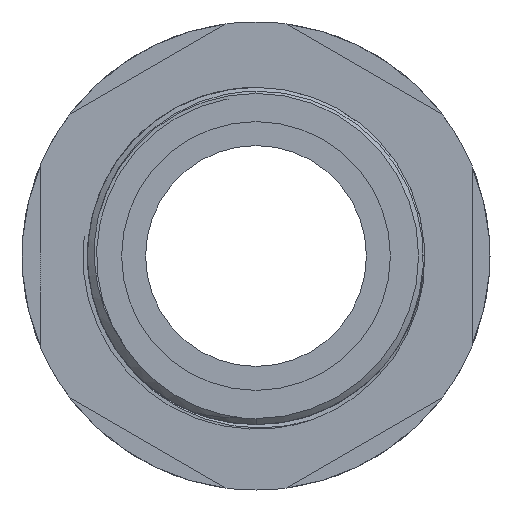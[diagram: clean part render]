
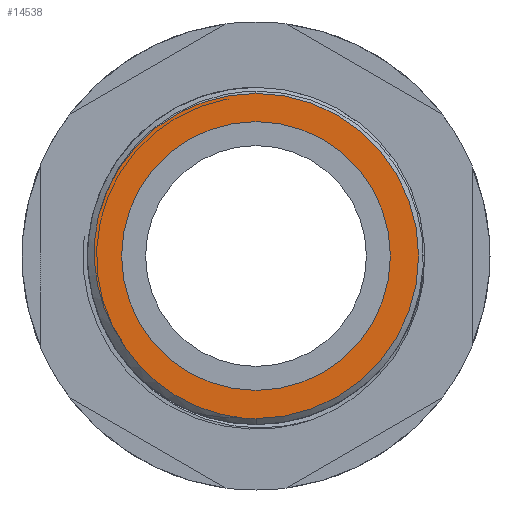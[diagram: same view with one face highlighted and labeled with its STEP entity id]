
A CAD part, front view. The second image highlights one B-rep face of the part: STEP entity #14538.
In plain terms, the highlighted planar face has unit normal (0, -1, 0).
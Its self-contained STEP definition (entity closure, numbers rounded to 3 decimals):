
#225 = CARTESIAN_POINT ( 'NONE',  ( 0., -11., 13.55 ) ) ;
#375 = CARTESIAN_POINT ( 'NONE',  ( -13.484, -11., -0.058 ) ) ;
#393 = AXIS2_PLACEMENT_3D ( 'NONE', #12422, #5233, #13540 ) ;
#543 = B_SPLINE_CURVE_WITH_KNOTS ( 'NONE', 3,
 ( #12998, #7071, #967, #9513, #2213, #10706, #3449, #11886, #4687, #13047, #5918, #14185, #7130, #15322, #8341 ),
 .UNSPECIFIED., .F., .F.,
 ( 4, 2, 2, 2, 2, 1, 2, 4 ),
 ( 0., 0.001, 0.003, 0.006, 0.007, 0.009, 0.01, 0.012 ),
 .UNSPECIFIED. ) ;
#797 = DIRECTION ( 'NONE',  ( 0., 1., 0. ) ) ;
#967 = CARTESIAN_POINT ( 'NONE',  ( -10.273, -11., -8.48 ) ) ;
#1459 = EDGE_LOOP ( 'NONE', ( #2978, #8629 ) ) ;
#1611 = CARTESIAN_POINT ( 'NONE',  ( -13.369, -11., -1.507 ) ) ;
#1930 = ORIENTED_EDGE ( 'NONE', *, *, #12972, .T. ) ;
#1938 = CARTESIAN_POINT ( 'NONE',  ( 0., -11., 0. ) ) ;
#2213 = CARTESIAN_POINT ( 'NONE',  ( -9.309, -11., -9.572 ) ) ;
#2357 = CARTESIAN_POINT ( 'NONE',  ( 0., -11., -13.55 ) ) ;
#2840 = CARTESIAN_POINT ( 'NONE',  ( -13., -11., -3.392 ) ) ;
#2907 = DIRECTION ( 'NONE',  ( 0., -1., 0. ) ) ;
#2978 = ORIENTED_EDGE ( 'NONE', *, *, #11231, .F. ) ;
#3180 = DIRECTION ( 'NONE',  ( 0., 0., 1. ) ) ;
#3319 = EDGE_CURVE ( 'NONE', #14222, #12144, #7761, .T. ) ;
#3449 = CARTESIAN_POINT ( 'NONE',  ( -7.492, -11., -11.148 ) ) ;
#3466 = CIRCLE ( 'NONE', #6897, 11.2 ) ;
#3508 = EDGE_CURVE ( 'NONE', #12144, #12848, #9822, .T. ) ;
#3721 = CARTESIAN_POINT ( 'NONE',  ( 0., -11., 0. ) ) ;
#3866 = VERTEX_POINT ( 'NONE', #13555 ) ;
#3927 = VERTEX_POINT ( 'NONE', #9847 ) ;
#4092 = CARTESIAN_POINT ( 'NONE',  ( -12.109, -11., -5.632 ) ) ;
#4469 = CARTESIAN_POINT ( 'NONE',  ( 0., -11., 0. ) ) ;
#4687 = CARTESIAN_POINT ( 'NONE',  ( -5.819, -11., -12.126 ) ) ;
#4957 = DIRECTION ( 'NONE',  ( 0., 0., 1. ) ) ;
#5053 = ORIENTED_EDGE ( 'NONE', *, *, #3508, .T. ) ;
#5139 = ORIENTED_EDGE ( 'NONE', *, *, #9038, .T. ) ;
#5233 = DIRECTION ( 'NONE',  ( 0., -1., 0. ) ) ;
#5278 = CARTESIAN_POINT ( 'NONE',  ( -13.147, -11., 3.28 ) ) ;
#5326 = CARTESIAN_POINT ( 'NONE',  ( -11.396, -11., -6.898 ) ) ;
#5429 = VERTEX_POINT ( 'NONE', #14361 ) ;
#5595 = VERTEX_POINT ( 'NONE', #7629 ) ;
#5699 = DIRECTION ( 'NONE',  ( 0., 0., -1. ) ) ;
#5736 = ORIENTED_EDGE ( 'NONE', *, *, #3319, .T. ) ;
#5831 = FACE_OUTER_BOUND ( 'NONE', #8887, .T. ) ;
#5918 = CARTESIAN_POINT ( 'NONE',  ( -4.054, -11., -12.888 ) ) ;
#6195 = CIRCLE ( 'NONE', #8683, 13.55 ) ;
#6553 = CARTESIAN_POINT ( 'NONE',  ( -10.839, -11., -7.691 ) ) ;
#6897 = AXIS2_PLACEMENT_3D ( 'NONE', #4469, #12856, #5699 ) ;
#7071 = CARTESIAN_POINT ( 'NONE',  ( -10.566, -11., -8.094 ) ) ;
#7130 = CARTESIAN_POINT ( 'NONE',  ( -2.188, -11., -13.359 ) ) ;
#7629 = CARTESIAN_POINT ( 'NONE',  ( 0., -11., 11.2 ) ) ;
#7709 = CARTESIAN_POINT ( 'NONE',  ( -13.47, -11., 1.383 ) ) ;
#7761 = CIRCLE ( 'NONE', #11627, 13.55 ) ;
#7916 = CARTESIAN_POINT ( 'NONE',  ( 0., -11., 0. ) ) ;
#8341 = CARTESIAN_POINT ( 'NONE',  ( -1.226, -11., -13.494 ) ) ;
#8627 = CIRCLE ( 'NONE', #393, 11.2 ) ;
#8629 = ORIENTED_EDGE ( 'NONE', *, *, #12516, .F. ) ;
#8672 = FACE_BOUND ( 'NONE', #1459, .T. ) ;
#8683 = AXIS2_PLACEMENT_3D ( 'NONE', #1938, #10455, #3180 ) ;
#8749 = ORIENTED_EDGE ( 'NONE', *, *, #10322, .T. ) ;
#8887 = EDGE_LOOP ( 'NONE', ( #1930, #5139, #5736, #5053, #8749 ) ) ;
#8928 = CARTESIAN_POINT ( 'NONE',  ( -13.464, -11., -0.541 ) ) ;
#8941 = AXIS2_PLACEMENT_3D ( 'NONE', #10199, #2907, #11384 ) ;
#9038 = EDGE_CURVE ( 'NONE', #3927, #14222, #543, .T. ) ;
#9335 = DIRECTION ( 'NONE',  ( 0., 0., 1. ) ) ;
#9513 = CARTESIAN_POINT ( 'NONE',  ( -9.645, -11., -9.219 ) ) ;
#9822 = CIRCLE ( 'NONE', #8941, 13.55 ) ;
#9847 = CARTESIAN_POINT ( 'NONE',  ( -10.839, -11., -7.691 ) ) ;
#9950 = AXIS2_PLACEMENT_3D ( 'NONE', #7916, #797, #9335 ) ;
#10133 = CARTESIAN_POINT ( 'NONE',  ( -13.295, -11., -1.983 ) ) ;
#10199 = CARTESIAN_POINT ( 'NONE',  ( 0., -11., 0. ) ) ;
#10322 = EDGE_CURVE ( 'NONE', #12848, #3866, #6195, .T. ) ;
#10455 = DIRECTION ( 'NONE',  ( 0., -1., 0. ) ) ;
#10706 = CARTESIAN_POINT ( 'NONE',  ( -8.257, -11., -10.566 ) ) ;
#10861 = CARTESIAN_POINT ( 'NONE',  ( -1.226, -11., -13.494 ) ) ;
#11231 = EDGE_CURVE ( 'NONE', #5429, #5595, #8627, .T. ) ;
#11327 = CARTESIAN_POINT ( 'NONE',  ( -12.705, -11., -4.305 ) ) ;
#11384 = DIRECTION ( 'NONE',  ( 0., 0., 1. ) ) ;
#11627 = AXIS2_PLACEMENT_3D ( 'NONE', #3721, #12171, #4957 ) ;
#11886 = CARTESIAN_POINT ( 'NONE',  ( -6.25, -11., -11.897 ) ) ;
#12144 = VERTEX_POINT ( 'NONE', #2357 ) ;
#12171 = DIRECTION ( 'NONE',  ( 0., -1., 0. ) ) ;
#12422 = CARTESIAN_POINT ( 'NONE',  ( 0., -11., 0. ) ) ;
#12467 = CARTESIAN_POINT ( 'NONE',  ( -13.36, -11., 2.335 ) ) ;
#12509 = CARTESIAN_POINT ( 'NONE',  ( -11.886, -11., -6.064 ) ) ;
#12516 = EDGE_CURVE ( 'NONE', #5595, #5429, #3466, .T. ) ;
#12848 = VERTEX_POINT ( 'NONE', #225 ) ;
#12856 = DIRECTION ( 'NONE',  ( 0., -1., 0. ) ) ;
#12972 = EDGE_CURVE ( 'NONE', #3866, #3927, #13016, .T. ) ;
#12998 = CARTESIAN_POINT ( 'NONE',  ( -10.839, -11., -7.691 ) ) ;
#13016 = B_SPLINE_CURVE_WITH_KNOTS ( 'NONE', 3,
 ( #5278, #12467, #7709, #375, #8928, #1611, #10133, #2840, #11327, #4092, #12509, #5326, #13635, #6553 ),
 .UNSPECIFIED., .F., .F.,
 ( 4, 2, 2, 2, 2, 2, 4 ),
 ( 0.016, 0.019, 0.02, 0.022, 0.025, 0.026, 0.028 ),
 .UNSPECIFIED. ) ;
#13047 = CARTESIAN_POINT ( 'NONE',  ( -4.945, -11., -12.532 ) ) ;
#13540 = DIRECTION ( 'NONE',  ( 0., 0., -1. ) ) ;
#13555 = CARTESIAN_POINT ( 'NONE',  ( -13.147, -11., 3.28 ) ) ;
#13635 = CARTESIAN_POINT ( 'NONE',  ( -11.129, -11., -7.301 ) ) ;
#14185 = CARTESIAN_POINT ( 'NONE',  ( -3.129, -11., -13.148 ) ) ;
#14222 = VERTEX_POINT ( 'NONE', #10861 ) ;
#14361 = CARTESIAN_POINT ( 'NONE',  ( 0., -11., -11.2 ) ) ;
#14538 = ADVANCED_FACE ( 'NONE', ( #8672, #5831 ), #15116, .F. ) ;
#15116 = PLANE ( 'NONE',  #9950 ) ;
#15322 = CARTESIAN_POINT ( 'NONE',  ( -1.706, -11., -13.44 ) ) ;
